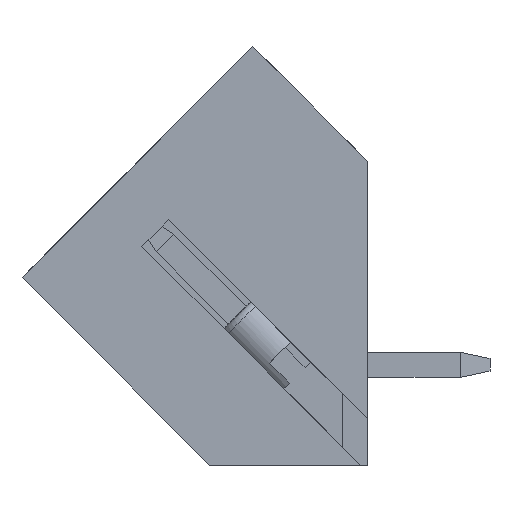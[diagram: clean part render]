
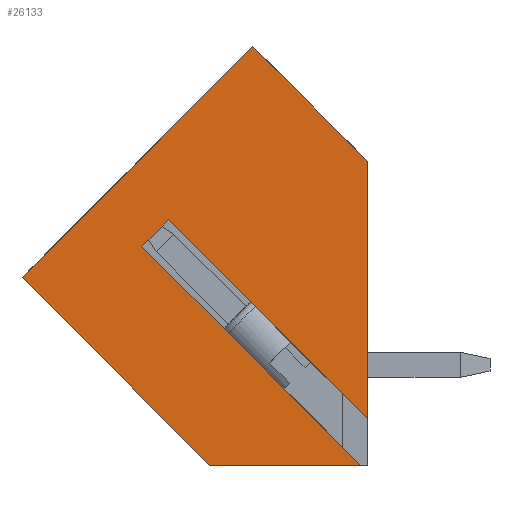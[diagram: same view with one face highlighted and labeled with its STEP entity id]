
A CAD part, left-side view. The second image highlights one B-rep face of the part: STEP entity #26133.
In plain terms, the highlighted planar face has unit normal (-1, 0, 0).
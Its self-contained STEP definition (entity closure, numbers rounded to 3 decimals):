
#1632 = VECTOR ( 'NONE', #27030, 1000. ) ;
#2009 = LINE ( 'NONE', #20447, #22922 ) ;
#2622 = AXIS2_PLACEMENT_3D ( 'NONE', #18574, #15618, #7751 ) ;
#3767 = CARTESIAN_POINT ( 'NONE',  ( 0., 0., 9.68 ) ) ;
#3837 = ORIENTED_EDGE ( 'NONE', *, *, #21612, .F. ) ;
#3982 = LINE ( 'NONE', #33658, #14563 ) ;
#4261 = DIRECTION ( 'NONE',  ( 0., 0., 1. ) ) ;
#4283 = EDGE_CURVE ( 'NONE', #19328, #36864, #38625, .T. ) ;
#4490 = VERTEX_POINT ( 'NONE', #8402 ) ;
#4818 = VECTOR ( 'NONE', #9862, 1000. ) ;
#5134 = DIRECTION ( 'NONE',  ( 0., 0.707, 0.707 ) ) ;
#6587 = CARTESIAN_POINT ( 'NONE',  ( 0., 11., 5.98 ) ) ;
#6687 = VERTEX_POINT ( 'NONE', #26177 ) ;
#7359 = EDGE_LOOP ( 'NONE', ( #33645, #13411, #38587, #3837, #12833, #9061, #14118, #38647 ) ) ;
#7457 = EDGE_CURVE ( 'NONE', #4490, #19328, #3982, .T. ) ;
#7751 = DIRECTION ( 'NONE',  ( 0., 0., -1. ) ) ;
#7771 = CARTESIAN_POINT ( 'NONE',  ( 0., 3.65, 13.33 ) ) ;
#7959 = LINE ( 'NONE', #7771, #24288 ) ;
#8402 = CARTESIAN_POINT ( 'NONE',  ( 0., 0.219, 0. ) ) ;
#9007 = VECTOR ( 'NONE', #24120, 1000. ) ;
#9061 = ORIENTED_EDGE ( 'NONE', *, *, #38351, .T. ) ;
#9497 = DIRECTION ( 'NONE',  ( 0., 0.707, 0.707 ) ) ;
#9862 = DIRECTION ( 'NONE',  ( 0., 0.707, 0.707 ) ) ;
#10026 = CARTESIAN_POINT ( 'NONE',  ( 0., 0., 1.478 ) ) ;
#11389 = CARTESIAN_POINT ( 'NONE',  ( 0., 7.186, 6.966 ) ) ;
#12833 = ORIENTED_EDGE ( 'NONE', *, *, #30976, .T. ) ;
#13411 = ORIENTED_EDGE ( 'NONE', *, *, #7457, .T. ) ;
#14074 = DIRECTION ( 'NONE',  ( 0., 0.707, -0.707 ) ) ;
#14118 = ORIENTED_EDGE ( 'NONE', *, *, #16571, .T. ) ;
#14441 = CARTESIAN_POINT ( 'NONE',  ( 0., 3.65, 13.33 ) ) ;
#14563 = VECTOR ( 'NONE', #9497, 1000. ) ;
#15443 = LINE ( 'NONE', #18801, #33766 ) ;
#15618 = DIRECTION ( 'NONE',  ( 1., 0., 0. ) ) ;
#16571 = EDGE_CURVE ( 'NONE', #29638, #31111, #7959, .T. ) ;
#17279 = EDGE_CURVE ( 'NONE', #31111, #17666, #15443, .T. ) ;
#17666 = VERTEX_POINT ( 'NONE', #20968 ) ;
#18574 = CARTESIAN_POINT ( 'NONE',  ( 0., 11., 13.33 ) ) ;
#18801 = CARTESIAN_POINT ( 'NONE',  ( 0., 11., 5.98 ) ) ;
#19328 = VERTEX_POINT ( 'NONE', #28169 ) ;
#20447 = CARTESIAN_POINT ( 'NONE',  ( 0., -2.689, -1.211 ) ) ;
#20460 = EDGE_CURVE ( 'NONE', #17666, #4490, #30142, .T. ) ;
#20893 = CARTESIAN_POINT ( 'NONE',  ( 0., 11., 0. ) ) ;
#20968 = CARTESIAN_POINT ( 'NONE',  ( 0., 5.02, 0. ) ) ;
#21484 = PLANE ( 'NONE',  #2622 ) ;
#21612 = EDGE_CURVE ( 'NONE', #34536, #36864, #2009, .T. ) ;
#22922 = VECTOR ( 'NONE', #5134, 1000. ) ;
#24120 = DIRECTION ( 'NONE',  ( 0., -0.707, 0.707 ) ) ;
#24288 = VECTOR ( 'NONE', #14074, 1000. ) ;
#26133 = ADVANCED_FACE ( 'NONE', ( #36417 ), #21484, .F. ) ;
#26177 = CARTESIAN_POINT ( 'NONE',  ( 0., 0., 9.68 ) ) ;
#27030 = DIRECTION ( 'NONE',  ( 0., -1., 0. ) ) ;
#27821 = DIRECTION ( 'NONE',  ( 0., -0.707, -0.707 ) ) ;
#28169 = CARTESIAN_POINT ( 'NONE',  ( 0., 7.186, 6.966 ) ) ;
#28438 = LINE ( 'NONE', #33752, #36732 ) ;
#29203 = CARTESIAN_POINT ( 'NONE',  ( 0., 6.337, 7.815 ) ) ;
#29638 = VERTEX_POINT ( 'NONE', #14441 ) ;
#30142 = LINE ( 'NONE', #20893, #1632 ) ;
#30976 = EDGE_CURVE ( 'NONE', #34536, #6687, #28438, .T. ) ;
#31111 = VERTEX_POINT ( 'NONE', #6587 ) ;
#33645 = ORIENTED_EDGE ( 'NONE', *, *, #20460, .T. ) ;
#33658 = CARTESIAN_POINT ( 'NONE',  ( 0., -1.84, -2.06 ) ) ;
#33752 = CARTESIAN_POINT ( 'NONE',  ( 0., 0., 13.33 ) ) ;
#33766 = VECTOR ( 'NONE', #27821, 1000. ) ;
#34230 = LINE ( 'NONE', #3767, #4818 ) ;
#34536 = VERTEX_POINT ( 'NONE', #10026 ) ;
#36417 = FACE_OUTER_BOUND ( 'NONE', #7359, .T. ) ;
#36732 = VECTOR ( 'NONE', #4261, 1000. ) ;
#36864 = VERTEX_POINT ( 'NONE', #29203 ) ;
#38351 = EDGE_CURVE ( 'NONE', #6687, #29638, #34230, .T. ) ;
#38587 = ORIENTED_EDGE ( 'NONE', *, *, #4283, .T. ) ;
#38625 = LINE ( 'NONE', #11389, #9007 ) ;
#38647 = ORIENTED_EDGE ( 'NONE', *, *, #17279, .T. ) ;
